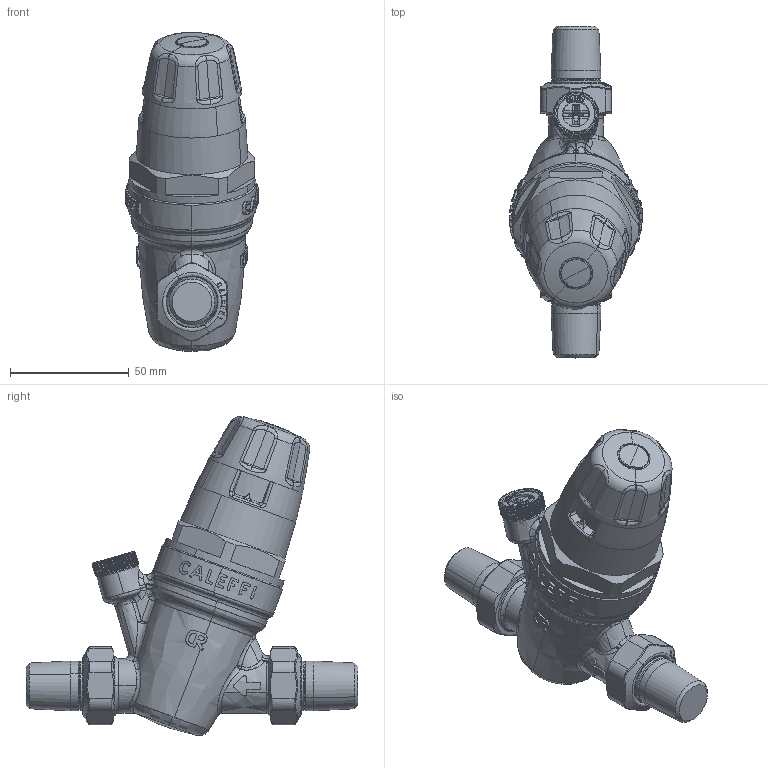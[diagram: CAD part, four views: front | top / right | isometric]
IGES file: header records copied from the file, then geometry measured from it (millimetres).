
Start section: START RECORD GO HERE.
Global section: file name: 535040 (IGS).igs; native system: DASSAULT SYSTEMES CATIA Version 5-6 Release 2012 - www.3ds.com; preprocessor: V5-6R2012_5.22.6.0.02-14-2014.22.00; author: rantonini; organization: CALEFFI; date: 20151125.114519; units: millimetre
Bounding box: 56 x 140 x 134.6 mm (x, y, z)
Surface area: 37179.1 mm2 (no closed solid volume)
Topology: 0 solids, 0 shells, 1806 faces, 9623 edges, 9588 vertices
Faces by surface type: plane 816, bspline 622, revolution 356, extrusion 12
